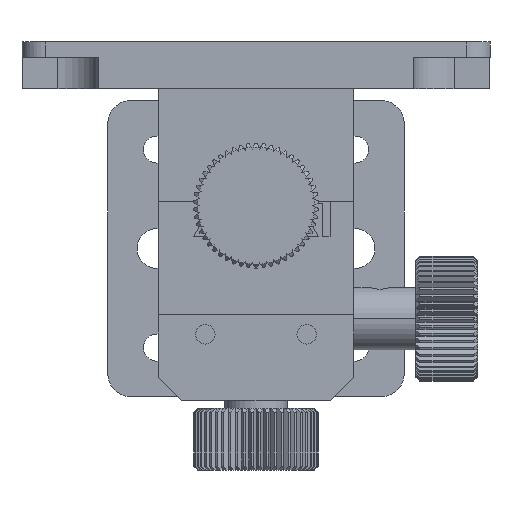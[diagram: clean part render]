
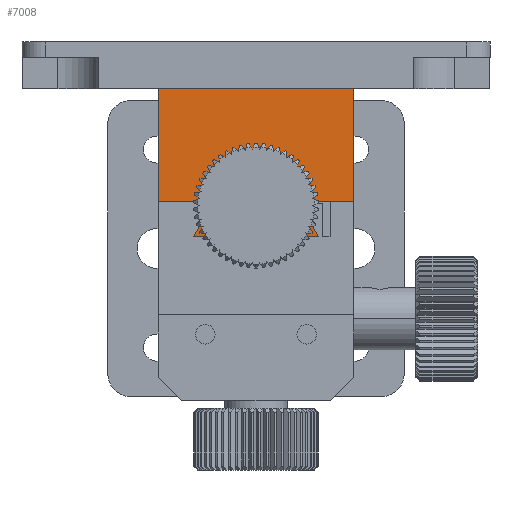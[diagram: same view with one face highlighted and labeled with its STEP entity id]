
A CAD part, front view. The second image highlights one B-rep face of the part: STEP entity #7008.
In plain terms, the highlighted face is planar.
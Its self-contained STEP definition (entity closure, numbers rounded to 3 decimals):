
#150 = FACE_OUTER_BOUND ( 'NONE', #15886, .T. ) ;
#243 = VECTOR ( 'NONE', #2596, 1000. ) ;
#287 = ORIENTED_EDGE ( 'NONE', *, *, #9180, .F. ) ;
#335 = DIRECTION ( 'NONE',  ( -1., 0., 0. ) ) ;
#534 = CARTESIAN_POINT ( 'NONE',  ( 5.402, 14.5, 0. ) ) ;
#811 = CARTESIAN_POINT ( 'NONE',  ( -12.5, 14.5, 0. ) ) ;
#1356 = LINE ( 'NONE', #534, #16537 ) ;
#1977 = VECTOR ( 'NONE', #12466, 1000. ) ;
#2244 = CARTESIAN_POINT ( 'NONE',  ( 0., 15., 0. ) ) ;
#2438 = DIRECTION ( 'NONE',  ( 0., 1., 0. ) ) ;
#2596 = DIRECTION ( 'NONE',  ( -1., 0., 0. ) ) ;
#2833 = CARTESIAN_POINT ( 'NONE',  ( 8., 19., 0. ) ) ;
#2990 = CARTESIAN_POINT ( 'NONE',  ( -5.402, 14.5, 0. ) ) ;
#3033 = ORIENTED_EDGE ( 'NONE', *, *, #7911, .F. ) ;
#3142 = CARTESIAN_POINT ( 'NONE',  ( 12.5, 0., 0. ) ) ;
#3277 = LINE ( 'NONE', #2833, #11514 ) ;
#3305 = EDGE_CURVE ( 'NONE', #6222, #11286, #15839, .T. ) ;
#3530 = CARTESIAN_POINT ( 'NONE',  ( 12.5, 14.5, 0. ) ) ;
#3771 = ORIENTED_EDGE ( 'NONE', *, *, #3305, .F. ) ;
#3951 = CARTESIAN_POINT ( 'NONE',  ( 12.5, 14.5, 0. ) ) ;
#4097 = CARTESIAN_POINT ( 'NONE',  ( 5., 15., 0. ) ) ;
#4781 = CARTESIAN_POINT ( 'NONE',  ( -5.402, 14.5, 0. ) ) ;
#4877 = VERTEX_POINT ( 'NONE', #7529 ) ;
#5121 = DIRECTION ( 'NONE',  ( 1., 0., 0. ) ) ;
#5174 = EDGE_CURVE ( 'NONE', #7286, #6222, #3277, .T. ) ;
#5321 = CARTESIAN_POINT ( 'NONE',  ( 5.402, 14.5, 0. ) ) ;
#5450 = VECTOR ( 'NONE', #5121, 1000. ) ;
#6012 = AXIS2_PLACEMENT_3D ( 'NONE', #2244, #12507, #8032 ) ;
#6160 = EDGE_CURVE ( 'NONE', #12419, #18169, #17262, .T. ) ;
#6222 = VERTEX_POINT ( 'NONE', #18493 ) ;
#6372 = VERTEX_POINT ( 'NONE', #2990 ) ;
#6646 = DIRECTION ( 'NONE',  ( 0., -1., 0. ) ) ;
#6800 = ORIENTED_EDGE ( 'NONE', *, *, #16854, .T. ) ;
#6915 = CARTESIAN_POINT ( 'NONE',  ( -3., 19., 0. ) ) ;
#7008 = ADVANCED_FACE ( 'NONE', ( #150 ), #11912, .F. ) ;
#7083 = CARTESIAN_POINT ( 'NONE',  ( -8., 19., 0. ) ) ;
#7286 = VERTEX_POINT ( 'NONE', #5321 ) ;
#7355 = LINE ( 'NONE', #811, #18698 ) ;
#7520 = AXIS2_PLACEMENT_3D ( 'NONE', #17587, #10081, #17451 ) ;
#7529 = CARTESIAN_POINT ( 'NONE',  ( -5., 15., 0. ) ) ;
#7852 = VERTEX_POINT ( 'NONE', #13814 ) ;
#7911 = EDGE_CURVE ( 'NONE', #7852, #8349, #7355, .T. ) ;
#7933 = DIRECTION ( 'NONE',  ( -1., 0., 0. ) ) ;
#8032 = DIRECTION ( 'NONE',  ( 1., 0., 0. ) ) ;
#8349 = VERTEX_POINT ( 'NONE', #9885 ) ;
#8391 = EDGE_CURVE ( 'NONE', #12419, #4877, #10807, .T. ) ;
#8488 = ORIENTED_EDGE ( 'NONE', *, *, #5174, .F. ) ;
#8612 = ORIENTED_EDGE ( 'NONE', *, *, #12278, .F. ) ;
#8806 = DIRECTION ( 'NONE',  ( 1., 0., 0. ) ) ;
#9180 = EDGE_CURVE ( 'NONE', #16833, #14666, #10554, .T. ) ;
#9408 = EDGE_CURVE ( 'NONE', #6372, #7852, #9600, .T. ) ;
#9600 = LINE ( 'NONE', #4781, #13987 ) ;
#9766 = ORIENTED_EDGE ( 'NONE', *, *, #8391, .T. ) ;
#9877 = EDGE_CURVE ( 'NONE', #8349, #16833, #13523, .T. ) ;
#9885 = CARTESIAN_POINT ( 'NONE',  ( -12.5, 0., 0. ) ) ;
#9982 = VERTEX_POINT ( 'NONE', #4097 ) ;
#10081 = DIRECTION ( 'NONE',  ( 0., 0., 1. ) ) ;
#10217 = CARTESIAN_POINT ( 'NONE',  ( 3., 19., 0. ) ) ;
#10225 = AXIS2_PLACEMENT_3D ( 'NONE', #3142, #17877, #13396 ) ;
#10393 = EDGE_CURVE ( 'NONE', #14666, #7286, #1356, .T. ) ;
#10554 = LINE ( 'NONE', #3951, #14009 ) ;
#10807 = CIRCLE ( 'NONE', #7520, 5. ) ;
#10981 = CARTESIAN_POINT ( 'NONE',  ( -8., 19., 0. ) ) ;
#11286 = VERTEX_POINT ( 'NONE', #10217 ) ;
#11514 = VECTOR ( 'NONE', #13107, 1000. ) ;
#11912 = PLANE ( 'NONE',  #10225 ) ;
#12278 = EDGE_CURVE ( 'NONE', #18169, #6372, #13667, .T. ) ;
#12400 = EDGE_CURVE ( 'NONE', #4877, #9982, #18100, .T. ) ;
#12419 = VERTEX_POINT ( 'NONE', #6915 ) ;
#12466 = DIRECTION ( 'NONE',  ( 0.5, -0.866, 0. ) ) ;
#12507 = DIRECTION ( 'NONE',  ( 0., 0., 1. ) ) ;
#13107 = DIRECTION ( 'NONE',  ( 0.5, 0.866, 0. ) ) ;
#13396 = DIRECTION ( 'NONE',  ( 1., 0., 0. ) ) ;
#13523 = LINE ( 'NONE', #13568, #5450 ) ;
#13558 = ORIENTED_EDGE ( 'NONE', *, *, #9408, .F. ) ;
#13568 = CARTESIAN_POINT ( 'NONE',  ( -12.5, 0., 0. ) ) ;
#13667 = LINE ( 'NONE', #18486, #1977 ) ;
#13814 = CARTESIAN_POINT ( 'NONE',  ( -12.5, 14.5, 0. ) ) ;
#13987 = VECTOR ( 'NONE', #335, 1000. ) ;
#14009 = VECTOR ( 'NONE', #2438, 1000. ) ;
#14074 = CIRCLE ( 'NONE', #6012, 5. ) ;
#14413 = AXIS2_PLACEMENT_3D ( 'NONE', #17301, #17674, #8806 ) ;
#14666 = VERTEX_POINT ( 'NONE', #3530 ) ;
#14921 = ORIENTED_EDGE ( 'NONE', *, *, #6160, .F. ) ;
#15111 = ORIENTED_EDGE ( 'NONE', *, *, #12400, .T. ) ;
#15399 = VECTOR ( 'NONE', #7933, 1000. ) ;
#15758 = ORIENTED_EDGE ( 'NONE', *, *, #9877, .F. ) ;
#15836 = CARTESIAN_POINT ( 'NONE',  ( 3., 19., 0. ) ) ;
#15839 = LINE ( 'NONE', #15836, #243 ) ;
#15886 = EDGE_LOOP ( 'NONE', ( #14921, #9766, #15111, #6800, #3771, #8488, #17793, #287, #15758, #3033, #13558, #8612 ) ) ;
#16343 = CARTESIAN_POINT ( 'NONE',  ( 12.5, 0., 0. ) ) ;
#16537 = VECTOR ( 'NONE', #16828, 1000. ) ;
#16828 = DIRECTION ( 'NONE',  ( -1., 0., 0. ) ) ;
#16833 = VERTEX_POINT ( 'NONE', #16343 ) ;
#16854 = EDGE_CURVE ( 'NONE', #9982, #11286, #14074, .T. ) ;
#17262 = LINE ( 'NONE', #10981, #15399 ) ;
#17301 = CARTESIAN_POINT ( 'NONE',  ( 0., 15., 0. ) ) ;
#17451 = DIRECTION ( 'NONE',  ( 1., 0., 0. ) ) ;
#17587 = CARTESIAN_POINT ( 'NONE',  ( 0., 15., 0. ) ) ;
#17674 = DIRECTION ( 'NONE',  ( 0., 0., 1. ) ) ;
#17793 = ORIENTED_EDGE ( 'NONE', *, *, #10393, .F. ) ;
#17877 = DIRECTION ( 'NONE',  ( 0., 0., 1. ) ) ;
#18100 = CIRCLE ( 'NONE', #14413, 5. ) ;
#18169 = VERTEX_POINT ( 'NONE', #7083 ) ;
#18486 = CARTESIAN_POINT ( 'NONE',  ( -8., 19., 0. ) ) ;
#18493 = CARTESIAN_POINT ( 'NONE',  ( 8., 19., 0. ) ) ;
#18698 = VECTOR ( 'NONE', #6646, 1000. ) ;
